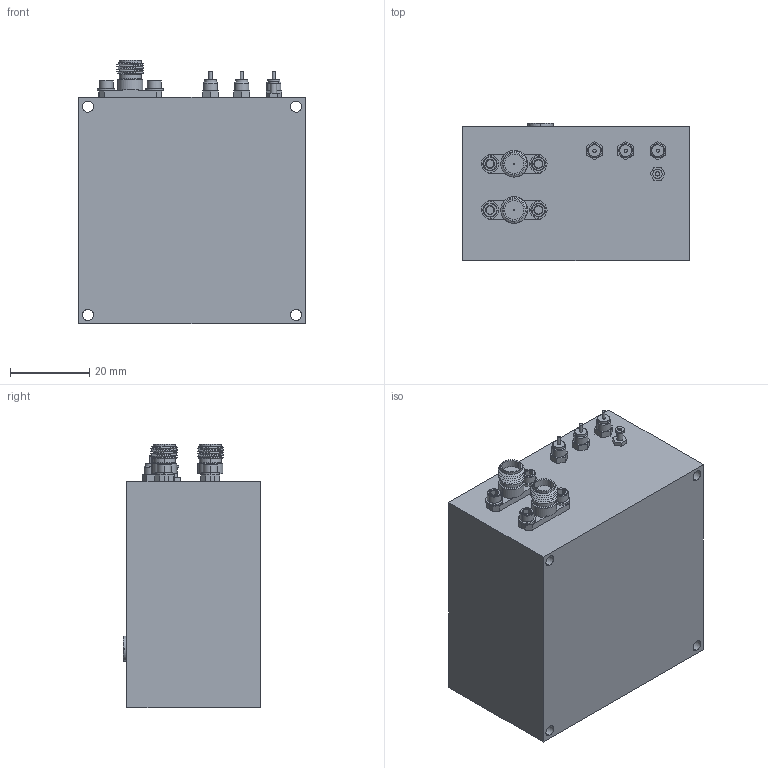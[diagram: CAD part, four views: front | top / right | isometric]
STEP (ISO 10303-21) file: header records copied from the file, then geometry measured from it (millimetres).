
FILE_DESCRIPTION (( 'STEP AP203' ), '1' );
FILE_NAME ('SOP-25310110-KF-EI.STEP', '2019-04-11T23:25:35', ( '' ), ( '' ), 'SwSTEP 2.0', 'SolidWorks 2016', '' );
FILE_SCHEMA (( 'CONFIG_CONTROL_DESIGN' ));
Length unit declared in the file: inch
Products named in the file (1): SOP-25310110-KF-EI
Bounding box: 57.2 x 34.7 x 66.65 mm (x, y, z)
Volume: 110825.6 mm3; surface area: 18929.9 mm2
Topology: 28 solids, 28 shells, 1305 faces, 3471 edges, 2225 vertices
Faces by surface type: cylinder 603, plane 373, cone 260, bspline 59, torus 10
Entity records: 64204 total; most frequent: CARTESIAN_POINT 35150, ORIENTED_EDGE 6842, DIRECTION 5275, EDGE_CURVE 3421, VERTEX_POINT 2225, AXIS2_PLACEMENT_3D 1968, EDGE_LOOP 1380, VECTOR 1339
